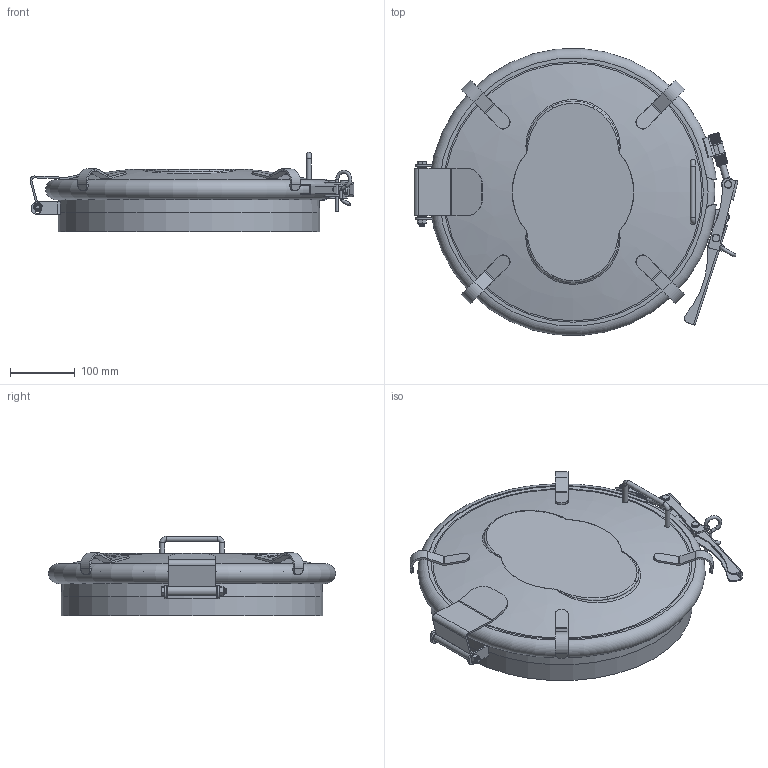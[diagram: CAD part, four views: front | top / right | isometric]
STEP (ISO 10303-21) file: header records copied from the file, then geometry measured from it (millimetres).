
FILE_DESCRIPTION( ( 'Unknown' ), '1' );
FILE_NAME( 'FA90E0000 MOD NL_250.stp', 'Unknown', ( 'Unknown' ), ( 'Unknown' ), 'PSStep 16.0.42', 'Unknown', ' ' );
FILE_SCHEMA( ( 'AUTOMOTIVE_DESIGN { 1 0 10303 214 1 1 1 1 }' ) );
Length unit declared in the file: millimetre
Products named in the file (25): 7CA9000; 8AS210; 82012; 82072 rev 02; 73004 rev 01; 82058 rev 01; 73017 rev 03; 82065 rev 01; 97318; 93032; 91000 rev 01; 93016 rev 01; 97003; 82069; 82061 rev 01; 97319 rev 01; 97296 rev 01; 97317 rev 02; 7TA9000-3 rev 01; 81039 rev 02; 8AL58-64 rev 01; Assem1; 95005; 95203; 9622 rev 01
Assembly tree (32 placements, depth 3):
  Assem1
    95005
    95203
    9622 rev 01
    7CA9000
      8AS210
      82012  x4
      82072 rev 02
      73004 rev 01
      82058 rev 01
    73017 rev 03
      82065 rev 01
      97318
      93032
      91000 rev 01
      93016 rev 01  x2
      97003  x4
      82069
      82061 rev 01
      97319 rev 01
      97296 rev 01  x2
      97317 rev 02
    7TA9000-3 rev 01
      81039 rev 02
      8AL58-64 rev 01
Bounding box: 500.04 x 443.15 x 122.5 mm (x, y, z)
Volume: 1154629.6 mm3; surface area: 935836.5 mm2
Topology: 29 solids, 29 shells, 910 faces, 2456 edges, 1615 vertices
Faces by surface type: plane 514, cylinder 322, cone 30, torus 29, bspline 15
Full cylindrical faces by diameter (mm): 5 x5, 6 x2, 6.8 x1, 8 x4, 8.376 x2, 9.5 x2, 10 x6, 10.2 x13, 10.5 x2, 12 x2, 14 x1, 20 x4, 373 x1, 376 x1, 378 x1, 390 x1, 392 x1, 400 x1, 404 x1, 434 x2, 438 x1
Entity records: 31673 total; most frequent: CARTESIAN_POINT 12797, ORIENTED_EDGE 2876, DIRECTION 2739, EDGE_CURVE 1438, AXIS2_PLACEMENT_3D 1083, VERTEX_POINT 996, EDGE_LOOP 725, FACE_OUTER_BOUND 649
